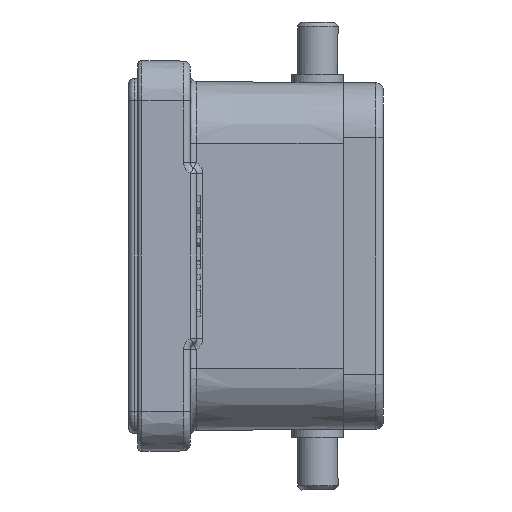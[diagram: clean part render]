
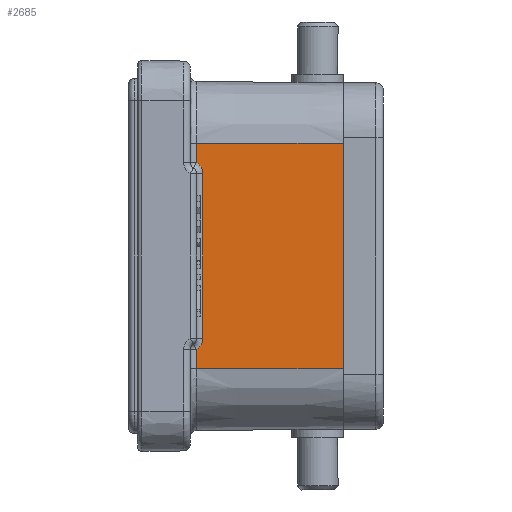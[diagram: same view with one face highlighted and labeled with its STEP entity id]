
A CAD part, left-side view. The second image highlights one B-rep face of the part: STEP entity #2685.
In plain terms, the highlighted planar face has unit normal (-1, -0.009, 0).
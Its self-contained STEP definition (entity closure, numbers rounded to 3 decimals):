
#354=ELLIPSE('',#14199,1.6,1.6);
#355=ELLIPSE('',#14204,1.6,1.6);
#1934=FACE_OUTER_BOUND('',#3954,.T.);
#2685=ADVANCED_FACE('',(#1934),#3242,.T.);
#3242=PLANE('',#14236);
#3954=EDGE_LOOP('',(#6109,#6110,#6111,#6112,#6113,#6114,#6115,#6116));
#6109=ORIENTED_EDGE('',*,*,#10489,.T.);
#6110=ORIENTED_EDGE('',*,*,#10487,.T.);
#6111=ORIENTED_EDGE('',*,*,#10484,.T.);
#6112=ORIENTED_EDGE('',*,*,#10521,.T.);
#6113=ORIENTED_EDGE('',*,*,#10522,.T.);
#6114=ORIENTED_EDGE('',*,*,#10388,.F.);
#6115=ORIENTED_EDGE('',*,*,#10377,.T.);
#6116=ORIENTED_EDGE('',*,*,#10520,.T.);
#8850=VERTEX_POINT('',#21311);
#8854=VERTEX_POINT('',#21328);
#8862=VERTEX_POINT('',#21350);
#8924=VERTEX_POINT('',#21570);
#8925=VERTEX_POINT('',#21579);
#8926=VERTEX_POINT('',#21594);
#8927=VERTEX_POINT('',#21598);
#8943=VERTEX_POINT('',#21695);
#10377=EDGE_CURVE('',#8854,#8850,#12024,.T.);
#10388=EDGE_CURVE('',#8854,#8862,#12030,.T.);
#10484=EDGE_CURVE('',#8925,#8924,#354,.T.);
#10487=EDGE_CURVE('',#8926,#8925,#12069,.T.);
#10489=EDGE_CURVE('',#8927,#8926,#355,.T.);
#10520=EDGE_CURVE('',#8850,#8927,#12081,.T.);
#10521=EDGE_CURVE('',#8924,#8943,#12082,.T.);
#10522=EDGE_CURVE('',#8943,#8862,#12083,.T.);
#12024=LINE('',#21327,#12974);
#12030=LINE('',#21349,#12980);
#12069=LINE('',#21595,#13019);
#12081=LINE('',#21692,#13031);
#12082=LINE('',#21694,#13032);
#12083=LINE('',#21696,#13033);
#12974=VECTOR('',#16815,1.);
#12980=VECTOR('',#16837,1.);
#13019=VECTOR('',#17064,1.);
#13031=VECTOR('',#17142,1.);
#13032=VECTOR('',#17145,1.);
#13033=VECTOR('',#17146,1.);
#14199=AXIS2_PLACEMENT_3D('',#21578,#17058,#17059);
#14204=AXIS2_PLACEMENT_3D('',#21599,#17069,#17070);
#14236=AXIS2_PLACEMENT_3D('',#21697,#17147,#17148);
#16815=DIRECTION('',(-0.009,1.,0.));
#16837=DIRECTION('',(0.,0.,-1.));
#17058=DIRECTION('',(1.,0.009,0.));
#17059=DIRECTION('',(0.009,-1.,0.));
#17064=DIRECTION('',(0.,0.,-1.));
#17069=DIRECTION('',(1.,0.009,0.));
#17070=DIRECTION('',(-0.009,1.,0.));
#17142=DIRECTION('',(0.,0.,-1.));
#17145=DIRECTION('',(0.,0.,-1.));
#17146=DIRECTION('',(0.009,-1.,0.));
#17147=DIRECTION('',(-1.,-0.009,0.));
#17148=DIRECTION('',(0.,0.,-1.));
#21311=CARTESIAN_POINT('',(-60.159,18.207,14.));
#21327=CARTESIAN_POINT('',(-60.079,9.037,14.));
#21328=CARTESIAN_POINT('',(-60.,0.,14.));
#21349=CARTESIAN_POINT('',(-60.,0.,14.));
#21350=CARTESIAN_POINT('',(-60.,0.,-14.));
#21570=CARTESIAN_POINT('',(-60.159,18.207,-11.586));
#21578=CARTESIAN_POINT('',(-60.166,19.007,-10.2));
#21579=CARTESIAN_POINT('',(-60.152,17.407,-10.2));
#21594=CARTESIAN_POINT('',(-60.152,17.407,10.2));
#21595=CARTESIAN_POINT('',(-60.152,17.407,-10.2));
#21598=CARTESIAN_POINT('',(-60.159,18.207,11.586));
#21599=CARTESIAN_POINT('',(-60.166,19.007,10.2));
#21692=CARTESIAN_POINT('',(-60.159,18.207,-24.364));
#21694=CARTESIAN_POINT('',(-60.159,18.207,-24.364));
#21695=CARTESIAN_POINT('',(-60.159,18.207,-14.));
#21696=CARTESIAN_POINT('',(-60.079,9.037,-14.));
#21697=CARTESIAN_POINT('',(-60.,0.,-24.364));
